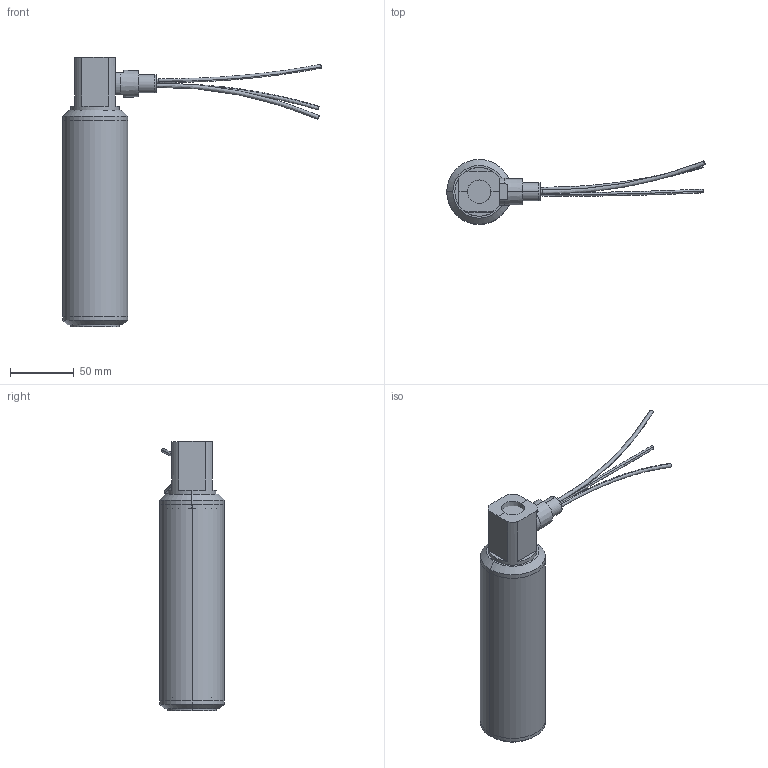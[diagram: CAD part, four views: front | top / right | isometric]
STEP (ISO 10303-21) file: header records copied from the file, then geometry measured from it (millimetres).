
FILE_DESCRIPTION (( 'STEP AP203' ), '1' );
FILE_NAME ('CT150 1CER 1-2F NF X AUG2017 203.STEP', '2017-08-31T18:12:02', ( '' ), ( '' ), 'SwSTEP 2.0', 'SolidWorks 2017', '' );
FILE_SCHEMA (( 'CONFIG_CONTROL_DESIGN' ));
Length unit declared in the file: inch
Products named in the file (1): CT150 1CER 1-2F NF X AUG2017 203
Bounding box: 202.59 x 50.8 x 210.81 mm (x, y, z)
Volume: 87989.8 mm3; surface area: 85176.9 mm2
Topology: 14 solids, 14 shells, 201 faces, 436 edges, 271 vertices
Faces by surface type: cylinder 90, plane 64, cone 39, bspline 8
Entity records: 6271 total; most frequent: CARTESIAN_POINT 1676, DIRECTION 1018, ORIENTED_EDGE 872, EDGE_CURVE 436, AXIS2_PLACEMENT_3D 419, VERTEX_POINT 271, EDGE_LOOP 231, CIRCLE 225
